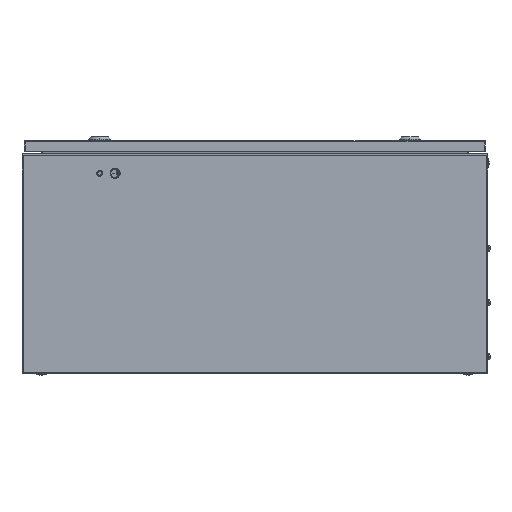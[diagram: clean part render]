
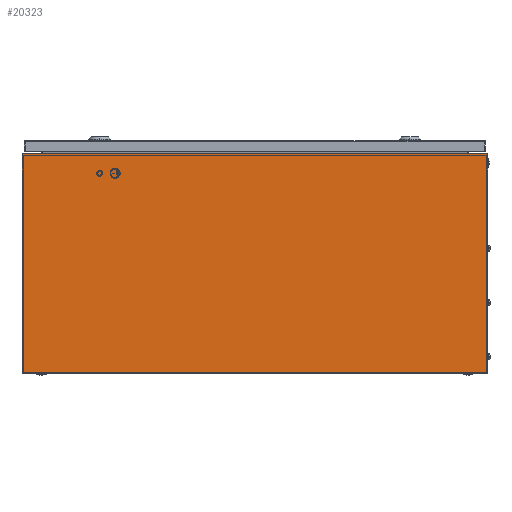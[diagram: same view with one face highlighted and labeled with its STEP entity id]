
A CAD part, left-side view. The second image highlights one B-rep face of the part: STEP entity #20323.
In plain terms, the highlighted planar face has unit normal (-1, 0, 0).
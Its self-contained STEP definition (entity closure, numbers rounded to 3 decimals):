
#2035 = LINE ( 'NONE', #41209, #63285 ) ;
#4049 = CARTESIAN_POINT ( 'NONE',  ( 0., 0., 283. ) ) ;
#4302 = DIRECTION ( 'NONE',  ( 1., 0., 0. ) ) ;
#7125 = EDGE_CURVE ( 'NONE', #9588, #28792, #7260, .T. ) ;
#7260 = LINE ( 'NONE', #12041, #36689 ) ;
#9588 = VERTEX_POINT ( 'NONE', #4049 ) ;
#12041 = CARTESIAN_POINT ( 'NONE',  ( 0., 0., 283. ) ) ;
#14275 = ORIENTED_EDGE ( 'NONE', *, *, #64176, .F. ) ;
#16387 = FACE_OUTER_BOUND ( 'NONE', #52021, .T. ) ;
#17315 = VECTOR ( 'NONE', #47051, 1000. ) ;
#17916 = DIRECTION ( 'NONE',  ( 0., 0., -1. ) ) ;
#20323 = ADVANCED_FACE ( 'NONE', ( #16387 ), #70791, .F. ) ;
#22979 = LINE ( 'NONE', #45339, #49411 ) ;
#25298 = EDGE_CURVE ( 'NONE', #61318, #28792, #2035, .T. ) ;
#26278 = EDGE_CURVE ( 'NONE', #28943, #61318, #22979, .T. ) ;
#28792 = VERTEX_POINT ( 'NONE', #68569 ) ;
#28943 = VERTEX_POINT ( 'NONE', #45194 ) ;
#30197 = ORIENTED_EDGE ( 'NONE', *, *, #25298, .T. ) ;
#32077 = CARTESIAN_POINT ( 'NONE',  ( 0., 0., 283. ) ) ;
#36689 = VECTOR ( 'NONE', #17916, 1000. ) ;
#41209 = CARTESIAN_POINT ( 'NONE',  ( 0., 0., 0. ) ) ;
#44213 = ORIENTED_EDGE ( 'NONE', *, *, #7125, .F. ) ;
#45190 = AXIS2_PLACEMENT_3D ( 'NONE', #32077, #4302, #48960 ) ;
#45194 = CARTESIAN_POINT ( 'NONE',  ( 0., 600., 283. ) ) ;
#45339 = CARTESIAN_POINT ( 'NONE',  ( 0., 600., 283. ) ) ;
#45631 = LINE ( 'NONE', #68904, #17315 ) ;
#47051 = DIRECTION ( 'NONE',  ( 0., -1., 0. ) ) ;
#48960 = DIRECTION ( 'NONE',  ( 0., 0., -1. ) ) ;
#49411 = VECTOR ( 'NONE', #51532, 1000. ) ;
#51532 = DIRECTION ( 'NONE',  ( 0., 0., -1. ) ) ;
#52021 = EDGE_LOOP ( 'NONE', ( #30197, #44213, #14275, #55219 ) ) ;
#52846 = CARTESIAN_POINT ( 'NONE',  ( 0., 600., 0. ) ) ;
#55219 = ORIENTED_EDGE ( 'NONE', *, *, #26278, .T. ) ;
#61318 = VERTEX_POINT ( 'NONE', #52846 ) ;
#62735 = DIRECTION ( 'NONE',  ( 0., -1., 0. ) ) ;
#63285 = VECTOR ( 'NONE', #62735, 1000. ) ;
#64176 = EDGE_CURVE ( 'NONE', #28943, #9588, #45631, .T. ) ;
#68569 = CARTESIAN_POINT ( 'NONE',  ( 0., 0., 0. ) ) ;
#68904 = CARTESIAN_POINT ( 'NONE',  ( 0., 0., 283. ) ) ;
#70791 = PLANE ( 'NONE',  #45190 ) ;
